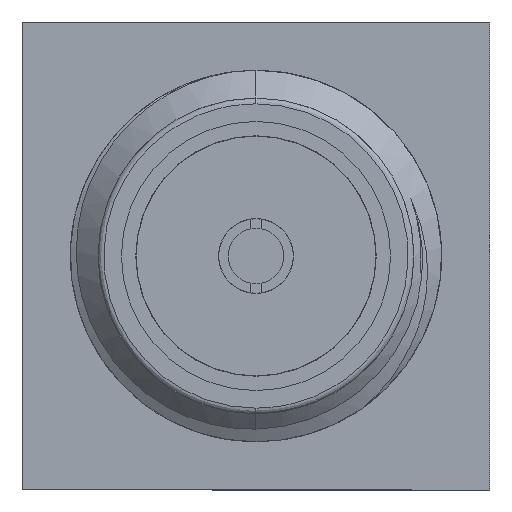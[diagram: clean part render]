
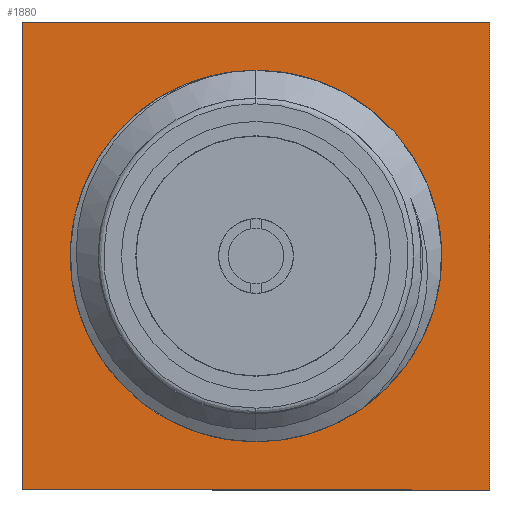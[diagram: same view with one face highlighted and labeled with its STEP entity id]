
A CAD part, left-side view. The second image highlights one B-rep face of the part: STEP entity #1880.
In plain terms, the highlighted planar face has unit normal (-1, 0, 0).
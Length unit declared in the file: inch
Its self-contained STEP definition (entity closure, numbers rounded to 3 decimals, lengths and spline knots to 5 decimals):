
#88 = FACE_OUTER_BOUND ( 'NONE', #2562, .T. ) ;
#91 = AXIS2_PLACEMENT_3D ( 'NONE', #2718, #1194, #363 ) ;
#153 = ORIENTED_EDGE ( 'NONE', *, *, #1861, .T. ) ;
#193 = CARTESIAN_POINT ( 'NONE',  ( 0.31024, 0.15748, -0.15748 ) ) ;
#226 = LINE ( 'NONE', #193, #1628 ) ;
#317 = DIRECTION ( 'NONE',  ( -1., 0., 0. ) ) ;
#363 = DIRECTION ( 'NONE',  ( 0., 0., -1. ) ) ;
#374 = EDGE_CURVE ( 'NONE', #3130, #2980, #2234, .T. ) ;
#401 = EDGE_LOOP ( 'NONE', ( #153, #2864 ) ) ;
#738 = AXIS2_PLACEMENT_3D ( 'NONE', #2349, #317, #1329 ) ;
#886 = VECTOR ( 'NONE', #1009, 39.37008 ) ;
#952 = VECTOR ( 'NONE', #2704, 39.37008 ) ;
#1009 = DIRECTION ( 'NONE',  ( 0., 0., 1. ) ) ;
#1194 = DIRECTION ( 'NONE',  ( 1., 0., 0. ) ) ;
#1295 = PLANE ( 'NONE',  #738 ) ;
#1308 = VECTOR ( 'NONE', #1405, 39.37008 ) ;
#1329 = DIRECTION ( 'NONE',  ( 0., 0., 1. ) ) ;
#1394 = VERTEX_POINT ( 'NONE', #2416 ) ;
#1405 = DIRECTION ( 'NONE',  ( 0., 0., -1. ) ) ;
#1429 = EDGE_CURVE ( 'NONE', #2980, #2823, #2205, .T. ) ;
#1465 = ORIENTED_EDGE ( 'NONE', *, *, #2764, .T. ) ;
#1491 = CARTESIAN_POINT ( 'NONE',  ( 0.31024, -0.15748, 0.15748 ) ) ;
#1528 = CARTESIAN_POINT ( 'NONE',  ( 0.31024, 0.15748, 0.15748 ) ) ;
#1548 = FACE_BOUND ( 'NONE', #401, .T. ) ;
#1555 = EDGE_CURVE ( 'NONE', #2823, #1394, #2795, .T. ) ;
#1571 = VERTEX_POINT ( 'NONE', #3192 ) ;
#1594 = CARTESIAN_POINT ( 'NONE',  ( 0.31024, 0., -0.1063 ) ) ;
#1628 = VECTOR ( 'NONE', #3281, 39.37008 ) ;
#1674 = VERTEX_POINT ( 'NONE', #1594 ) ;
#1682 = CARTESIAN_POINT ( 'NONE',  ( 0.31024, 0.15748, 0.15748 ) ) ;
#1860 = ORIENTED_EDGE ( 'NONE', *, *, #374, .T. ) ;
#1861 = EDGE_CURVE ( 'NONE', #1674, #1571, #2809, .T. ) ;
#1880 = ADVANCED_FACE ( 'NONE', ( #1548, #88 ), #1295, .T. ) ;
#1930 = ORIENTED_EDGE ( 'NONE', *, *, #1555, .T. ) ;
#1968 = ORIENTED_EDGE ( 'NONE', *, *, #1429, .T. ) ;
#2082 = CARTESIAN_POINT ( 'NONE',  ( 0.31024, -0.15748, 0.15748 ) ) ;
#2118 = CIRCLE ( 'NONE', #91, 0.1063 ) ;
#2146 = EDGE_CURVE ( 'NONE', #1571, #1674, #2118, .T. ) ;
#2174 = AXIS2_PLACEMENT_3D ( 'NONE', #2597, #2829, #2616 ) ;
#2205 = LINE ( 'NONE', #1682, #952 ) ;
#2234 = LINE ( 'NONE', #1491, #886 ) ;
#2349 = CARTESIAN_POINT ( 'NONE',  ( 0.31024, 0., 0. ) ) ;
#2416 = CARTESIAN_POINT ( 'NONE',  ( 0.31024, 0.15748, -0.15748 ) ) ;
#2562 = EDGE_LOOP ( 'NONE', ( #1465, #1860, #1968, #1930 ) ) ;
#2597 = CARTESIAN_POINT ( 'NONE',  ( 0.31024, 0., 0. ) ) ;
#2616 = DIRECTION ( 'NONE',  ( 0., 0., -1. ) ) ;
#2704 = DIRECTION ( 'NONE',  ( 0., 1., 0. ) ) ;
#2718 = CARTESIAN_POINT ( 'NONE',  ( 0.31024, 0., 0. ) ) ;
#2764 = EDGE_CURVE ( 'NONE', #1394, #3130, #226, .T. ) ;
#2795 = LINE ( 'NONE', #1528, #1308 ) ;
#2809 = CIRCLE ( 'NONE', #2174, 0.1063 ) ;
#2823 = VERTEX_POINT ( 'NONE', #3031 ) ;
#2829 = DIRECTION ( 'NONE',  ( 1., 0., 0. ) ) ;
#2864 = ORIENTED_EDGE ( 'NONE', *, *, #2146, .T. ) ;
#2980 = VERTEX_POINT ( 'NONE', #2082 ) ;
#3031 = CARTESIAN_POINT ( 'NONE',  ( 0.31024, 0.15748, 0.15748 ) ) ;
#3130 = VERTEX_POINT ( 'NONE', #3196 ) ;
#3192 = CARTESIAN_POINT ( 'NONE',  ( 0.31024, 0., 0.1063 ) ) ;
#3196 = CARTESIAN_POINT ( 'NONE',  ( 0.31024, -0.15748, -0.15748 ) ) ;
#3281 = DIRECTION ( 'NONE',  ( 0., -1., 0. ) ) ;
